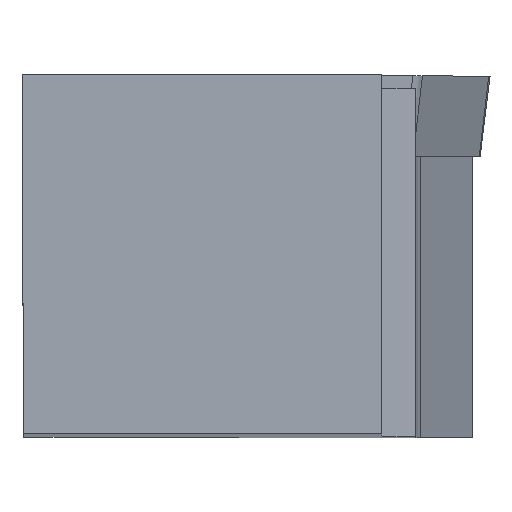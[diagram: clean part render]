
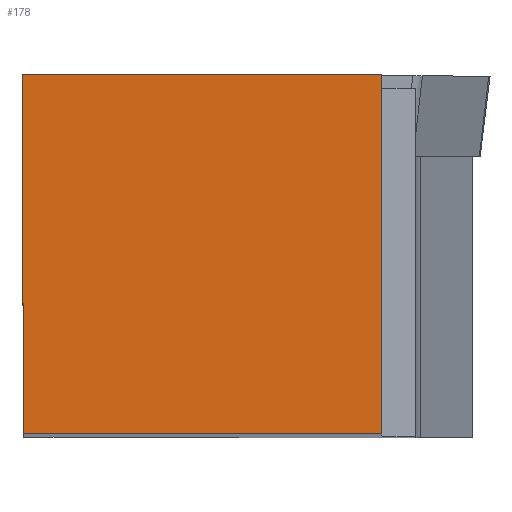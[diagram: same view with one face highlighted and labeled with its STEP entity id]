
A CAD part, top view. The second image highlights one B-rep face of the part: STEP entity #178.
In plain terms, the highlighted planar face has unit normal (0, 0, 1).
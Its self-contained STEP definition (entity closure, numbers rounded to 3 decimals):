
#178=ADVANCED_FACE('BLANK_BOXF006',(#249),#220,.F.);
#220=PLANE('',#932);
#249=FACE_OUTER_BOUND('',#282,.T.);
#282=EDGE_LOOP('',(#408,#409,#410,#411));
#408=ORIENTED_EDGE('',*,*,#659,.T.);
#409=ORIENTED_EDGE('',*,*,#654,.T.);
#410=ORIENTED_EDGE('',*,*,#632,.T.);
#411=ORIENTED_EDGE('',*,*,#643,.T.);
#555=VERTEX_POINT('',#1300);
#556=VERTEX_POINT('',#1302);
#563=VERTEX_POINT('',#1321);
#571=VERTEX_POINT('',#1343);
#632=EDGE_CURVE('',#556,#555,#727,.T.);
#643=EDGE_CURVE('',#555,#563,#738,.T.);
#654=EDGE_CURVE('',#571,#556,#746,.T.);
#659=EDGE_CURVE('',#563,#571,#751,.T.);
#727=LINE('',#1301,#798);
#738=LINE('',#1322,#809);
#746=LINE('',#1342,#817);
#751=LINE('',#1351,#822);
#798=VECTOR('',#1040,1.);
#809=VECTOR('',#1055,1.);
#817=VECTOR('',#1073,1.);
#822=VECTOR('',#1082,1.);
#932=AXIS2_PLACEMENT_3D('',#1353,#1085,#1086);
#1040=DIRECTION('',(0.004,-1.,0.));
#1055=DIRECTION('',(1.,0.,0.));
#1073=DIRECTION('',(-1.,0.,0.));
#1082=DIRECTION('',(0.,1.,0.));
#1085=DIRECTION('',(0.,0.,-1.));
#1086=DIRECTION('',(-1.,0.,0.));
#1300=CARTESIAN_POINT('',(0.109,0.,0.));
#1301=CARTESIAN_POINT('',(-0.648,173.348,0.));
#1302=CARTESIAN_POINT('',(0.,24.875,0.));
#1321=CARTESIAN_POINT('',(24.875,0.,0.));
#1322=CARTESIAN_POINT('',(-173.35,0.,0.));
#1342=CARTESIAN_POINT('',(173.35,24.875,0.));
#1343=CARTESIAN_POINT('',(24.875,24.875,0.));
#1351=CARTESIAN_POINT('',(24.875,-173.35,0.));
#1353=CARTESIAN_POINT('',(54.35,-5.,0.));
